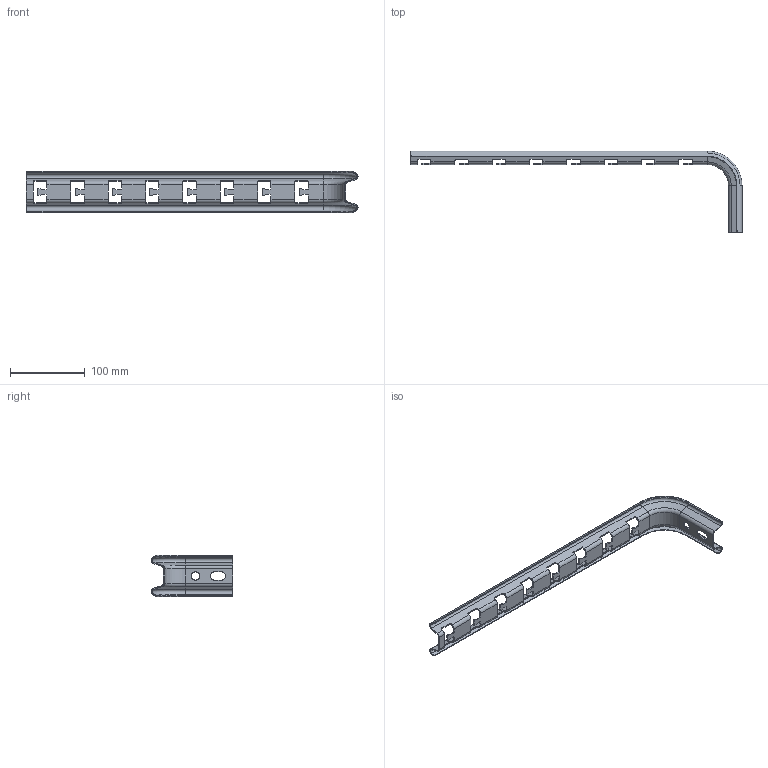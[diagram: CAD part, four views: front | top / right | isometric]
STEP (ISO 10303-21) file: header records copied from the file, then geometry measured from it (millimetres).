
FILE_DESCRIPTION (( 'STEP AP214' ), '1' );
FILE_NAME ('omplp400 L-Îìåãà ïðîôèëü äëÿ ïðîâîëî÷. ëîòêà 400 EKF.STEP', '2020-08-26T12:09:41', ( '' ), ( '' ), 'SwSTEP 2.0', 'SolidWorks 2019', '' );
FILE_SCHEMA (( 'AUTOMOTIVE_DESIGN' ));
Length unit declared in the file: millimetre
Products named in the file (1): omplp400 L-Îìåãà ïðîôèëü äëÿ ïðîâîëî÷. ëîòêà 400 EKF
Bounding box: 444.51 x 109.51 x 55 mm (x, y, z)
Volume: 56146.7 mm3; surface area: 78446.4 mm2
Topology: 1 solids, 1 shells, 256 faces, 770 edges, 500 vertices
Faces by surface type: plane 124, cylinder 114, cone 10, torus 8
Entity records: 8700 total; most frequent: CARTESIAN_POINT 1623, ORIENTED_EDGE 1540, DIRECTION 1464, EDGE_CURVE 770, LINE 526, VECTOR 526, VERTEX_POINT 500, AXIS2_PLACEMENT_3D 469
